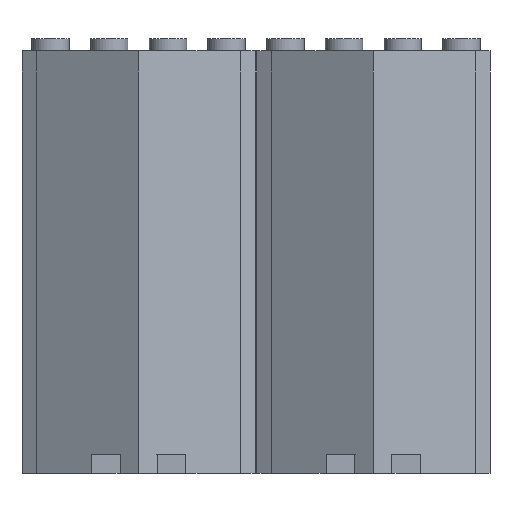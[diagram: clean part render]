
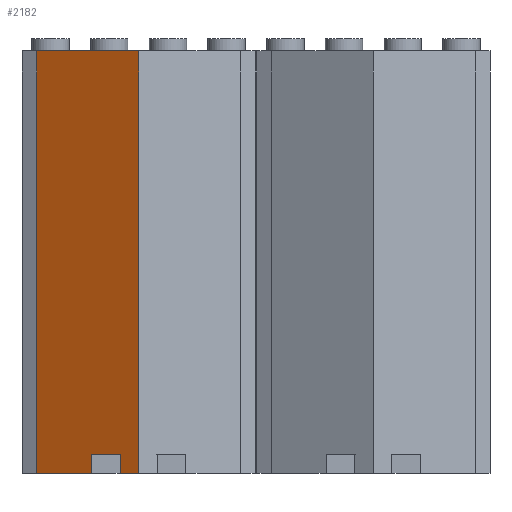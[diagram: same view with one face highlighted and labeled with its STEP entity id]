
A CAD part, front view. The second image highlights one B-rep face of the part: STEP entity #2182.
In plain terms, the highlighted planar face has unit normal (-0.5, -0.866, 0).
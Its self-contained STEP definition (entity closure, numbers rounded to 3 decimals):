
#120=PLANE('',#2330);
#238=FACE_OUTER_BOUND('',#364,.T.);
#364=EDGE_LOOP('',(#1937,#1938,#1939,#1940,#1941,#1942,#1943,#1944));
#517=LINE('',#3205,#801);
#522=LINE('',#3215,#806);
#607=LINE('',#3384,#891);
#610=LINE('',#3390,#894);
#616=LINE('',#3401,#900);
#637=LINE('',#3445,#921);
#638=LINE('',#3447,#922);
#639=LINE('',#3448,#923);
#801=VECTOR('',#2601,10.);
#806=VECTOR('',#2606,10.);
#891=VECTOR('',#2763,10.);
#894=VECTOR('',#2768,10.);
#900=VECTOR('',#2780,10.);
#921=VECTOR('',#2825,10.);
#922=VECTOR('',#2826,10.);
#923=VECTOR('',#2827,10.);
#1088=VERTEX_POINT('',#3202);
#1089=VERTEX_POINT('',#3204);
#1093=VERTEX_POINT('',#3212);
#1094=VERTEX_POINT('',#3214);
#1142=VERTEX_POINT('',#3383);
#1144=VERTEX_POINT('',#3389);
#1157=VERTEX_POINT('',#3444);
#1158=VERTEX_POINT('',#3446);
#1317=EDGE_CURVE('',#1089,#1088,#517,.T.);
#1322=EDGE_CURVE('',#1094,#1093,#522,.T.);
#1407=EDGE_CURVE('',#1093,#1142,#607,.T.);
#1410=EDGE_CURVE('',#1142,#1144,#610,.T.);
#1416=EDGE_CURVE('',#1144,#1089,#616,.T.);
#1437=EDGE_CURVE('',#1088,#1157,#637,.T.);
#1438=EDGE_CURVE('',#1158,#1157,#638,.T.);
#1439=EDGE_CURVE('',#1094,#1158,#639,.T.);
#1937=ORIENTED_EDGE('',*,*,#1407,.T.);
#1938=ORIENTED_EDGE('',*,*,#1410,.T.);
#1939=ORIENTED_EDGE('',*,*,#1416,.T.);
#1940=ORIENTED_EDGE('',*,*,#1317,.T.);
#1941=ORIENTED_EDGE('',*,*,#1437,.T.);
#1942=ORIENTED_EDGE('',*,*,#1438,.F.);
#1943=ORIENTED_EDGE('',*,*,#1439,.F.);
#1944=ORIENTED_EDGE('',*,*,#1322,.T.);
#2182=ADVANCED_FACE('',(#238),#120,.T.);
#2330=AXIS2_PLACEMENT_3D('',#3443,#2823,#2824);
#2601=DIRECTION('',(0.866,-0.5,0.));
#2606=DIRECTION('',(0.866,-0.5,0.));
#2763=DIRECTION('',(0.,0.,1.));
#2768=DIRECTION('',(0.866,-0.5,0.));
#2780=DIRECTION('',(0.,0.,-1.));
#2823=DIRECTION('center_axis',(-0.5,-0.866,0.));
#2824=DIRECTION('ref_axis',(0.866,-0.5,0.));
#2825=DIRECTION('',(0.,0.,1.));
#2826=DIRECTION('',(0.866,-0.5,0.));
#2827=DIRECTION('',(0.,0.,1.));
#3202=CARTESIAN_POINT('',(15.917,-23.82,0.));
#3204=CARTESIAN_POINT('',(13.405,-22.37,0.));
#3205=CARTESIAN_POINT('',(2.06,-15.822,0.));
#3212=CARTESIAN_POINT('',(9.469,-20.098,0.));
#3214=CARTESIAN_POINT('',(2.06,-15.822,0.));
#3215=CARTESIAN_POINT('',(2.06,-15.822,0.));
#3383=CARTESIAN_POINT('',(9.469,-20.098,2.6));
#3384=CARTESIAN_POINT('',(9.469,-20.098,0.));
#3389=CARTESIAN_POINT('',(13.405,-22.37,2.6));
#3390=CARTESIAN_POINT('',(6.645,-18.468,2.6));
#3401=CARTESIAN_POINT('',(13.405,-22.37,0.));
#3443=CARTESIAN_POINT('Origin',(2.06,-15.822,0.));
#3444=CARTESIAN_POINT('',(15.917,-23.82,57.6));
#3445=CARTESIAN_POINT('',(15.917,-23.82,0.));
#3446=CARTESIAN_POINT('',(2.06,-15.822,57.6));
#3447=CARTESIAN_POINT('',(2.06,-15.822,57.6));
#3448=CARTESIAN_POINT('',(2.06,-15.822,0.));
